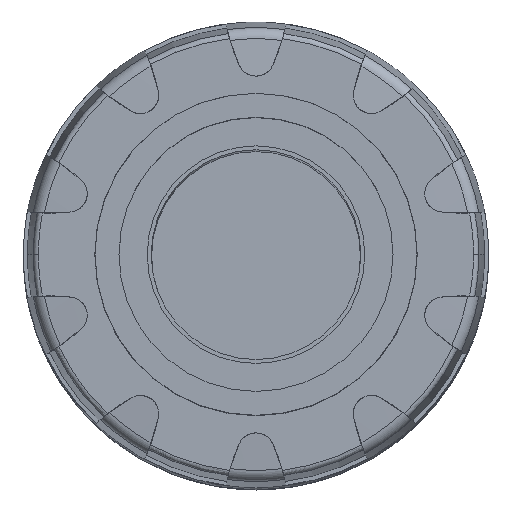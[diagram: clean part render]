
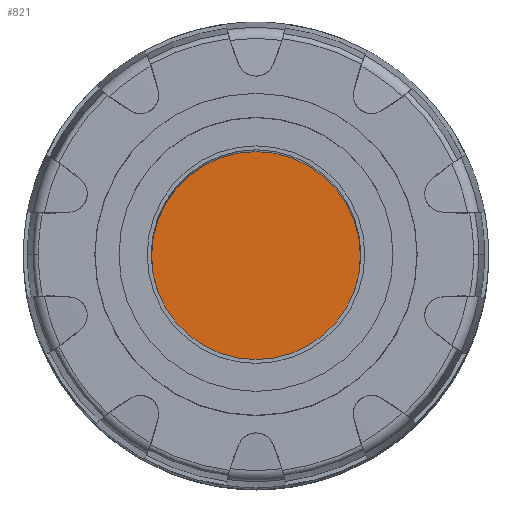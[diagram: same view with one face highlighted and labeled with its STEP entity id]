
A CAD part, top view. The second image highlights one B-rep face of the part: STEP entity #821.
In plain terms, the highlighted planar face has unit normal (0, 0, 1).
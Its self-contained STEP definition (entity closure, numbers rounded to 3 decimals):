
#821=ADVANCED_FACE('',(#1884),#1885,.T.);
#1884=FACE_OUTER_BOUND('',#3240,.T.);
#1885=PLANE('',#3241);
#3240=EDGE_LOOP('',(#5379,#5380));
#3241=AXIS2_PLACEMENT_3D('',#5381,#5382,#5383);
#5379=ORIENTED_EDGE('',*,*,#8607,.T.);
#5380=ORIENTED_EDGE('',*,*,#8632,.T.);
#5381=CARTESIAN_POINT('',(12.0,0.0,175.0));
#5382=DIRECTION('',(0.0,0.0,1.0));
#5383=DIRECTION('',(1.0,0.0,0.0));
#8607=EDGE_CURVE('',#10378,#10382,#10384,.T.);
#8632=EDGE_CURVE('',#10382,#10378,#10417,.T.);
#10378=VERTEX_POINT('',#14001);
#10382=VERTEX_POINT('',#14006);
#10384=CIRCLE('',#14009,24.0);
#10417=CIRCLE('',#14048,24.0);
#14001=CARTESIAN_POINT('',(24.0,0.0,175.0));
#14006=CARTESIAN_POINT('',(-24.0,0.,175.0));
#14009=AXIS2_PLACEMENT_3D('',#18029,#18030,#18031);
#14048=AXIS2_PLACEMENT_3D('',#18065,#18066,#18067);
#18029=CARTESIAN_POINT('',(0.0,0.0,175.0));
#18030=DIRECTION('',(0.0,0.0,1.0));
#18031=DIRECTION('',(1.0,0.0,0.0));
#18065=CARTESIAN_POINT('',(0.0,0.0,175.0));
#18066=DIRECTION('',(0.0,0.0,1.0));
#18067=DIRECTION('',(1.0,0.0,0.0));
